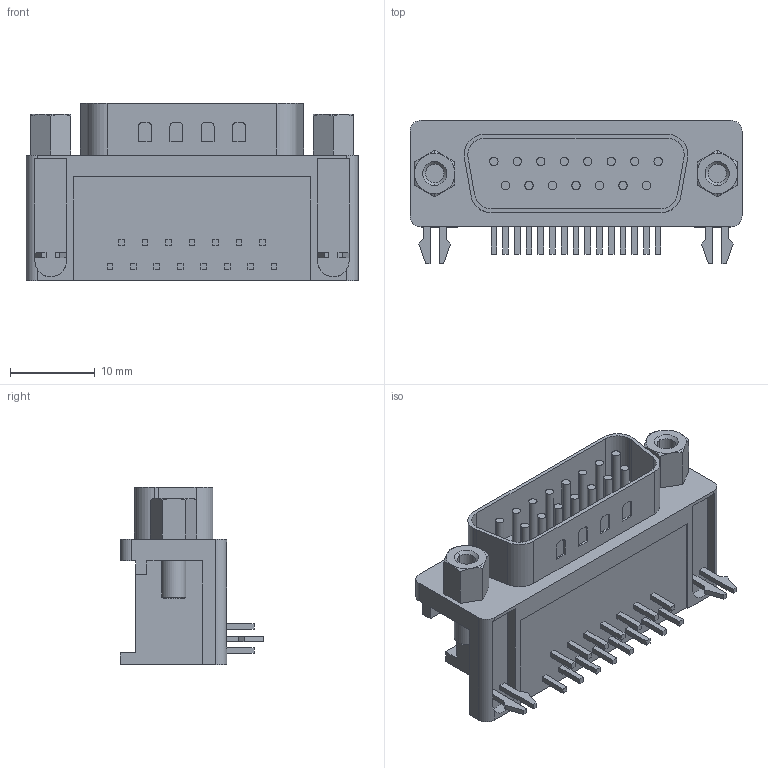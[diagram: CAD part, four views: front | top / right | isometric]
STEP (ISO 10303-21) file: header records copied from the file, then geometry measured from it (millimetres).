
FILE_DESCRIPTION(('STEP AP214'),'1');
FILE_NAME(' ',' ',('TraceParts'),('TraceParts S.A.'),'XStep 1.0',' ',' ');
FILE_SCHEMA(('automotive_design'));
Length unit declared in the file: millimetre
Products named in the file (1): 1
Bounding box: 39.14 x 16.88 x 20.9 mm (x, y, z)
Volume: 5635.6 mm3; surface area: 4252.5 mm2
Topology: 1 solids, 1 shells, 314 faces, 762 edges, 500 vertices
Faces by surface type: plane 218, cylinder 72, cone 24
Entity records: 17948 total; most frequent: CARTESIAN_POINT 1639, STYLED_ITEM 1576, PRESENTATION_STYLE_ASSIGNMENT 1576, COLOUR_RGB 1576, DIRECTION 1536, ORIENTED_EDGE 1524, EDGE_CURVE 762, CURVE_STYLE 762
